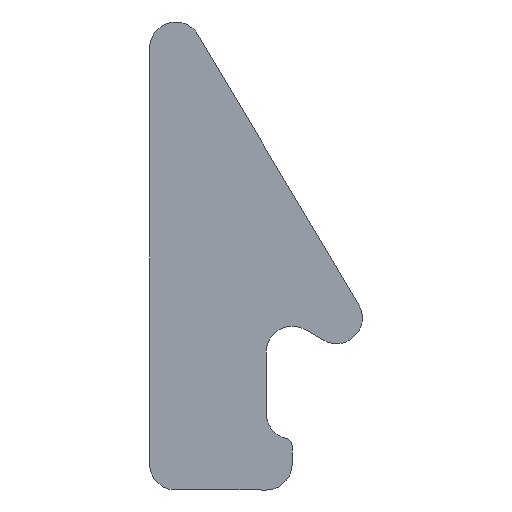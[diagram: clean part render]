
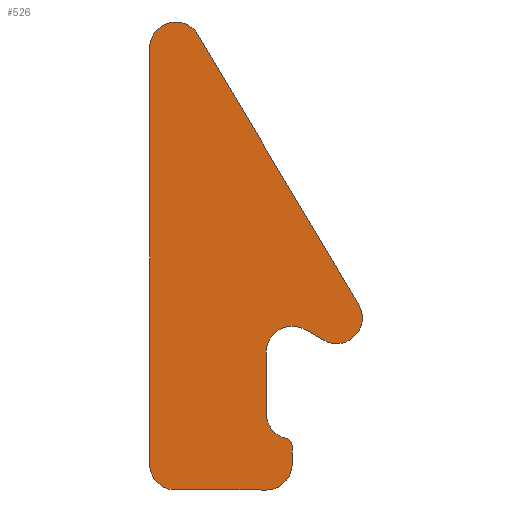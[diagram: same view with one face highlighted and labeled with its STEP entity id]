
A CAD part, front view. The second image highlights one B-rep face of the part: STEP entity #526.
In plain terms, the highlighted planar face has unit normal (0, -1, 0).
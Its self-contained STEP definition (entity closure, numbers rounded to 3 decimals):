
#73=CARTESIAN_POINT('',(-4.033,-50.,10.089));
#74=VERTEX_POINT('',#73);
#75=CARTESIAN_POINT('',(2.181,-50.,-0.33));
#76=VERTEX_POINT('',#75);
#77=CARTESIAN_POINT('',(-4.033,-50.,10.089));
#78=DIRECTION('',(0.512,0.0,-0.859));
#79=VECTOR('',#78,12.131);
#80=LINE('',#77,#79);
#81=EDGE_CURVE('',#74,#76,#80,.T.);
#113=CARTESIAN_POINT('',(0.822,-50.,-1.709));
#114=VERTEX_POINT('',#113);
#115=CARTESIAN_POINT('',(1.322,-50.,-0.843));
#116=DIRECTION('',(0.0,1.0,0.0));
#117=DIRECTION('',(-0.5,0.0,-0.866));
#118=AXIS2_PLACEMENT_3D('',#115,#116,#117);
#119=CIRCLE('',#118,1.0);
#120=EDGE_CURVE('',#76,#114,#119,.T.);
#146=CARTESIAN_POINT('',(0.108,-50.,-1.296));
#147=VERTEX_POINT('',#146);
#148=CARTESIAN_POINT('',(0.822,-50.,-1.709));
#149=DIRECTION('',(-0.866,0.0,0.5));
#150=VECTOR('',#149,0.824);
#151=LINE('',#148,#150);
#152=EDGE_CURVE('',#114,#147,#151,.T.);
#177=CARTESIAN_POINT('',(-1.392,-50.,-2.162));
#178=VERTEX_POINT('',#177);
#179=CARTESIAN_POINT('',(-0.392,-50.,-2.162));
#180=DIRECTION('',(0.0,-1.0,0.0));
#181=DIRECTION('',(-0.5,0.0,-0.866));
#182=AXIS2_PLACEMENT_3D('',#179,#180,#181);
#183=CIRCLE('',#182,1.);
#184=EDGE_CURVE('',#147,#178,#183,.T.);
#210=CARTESIAN_POINT('',(-1.392,-50.,-4.525));
#211=VERTEX_POINT('',#210);
#212=CARTESIAN_POINT('',(-1.392,-50.,-2.162));
#213=DIRECTION('',(0.0,0.0,-1.0));
#214=VECTOR('',#213,2.362);
#215=LINE('',#212,#214);
#216=EDGE_CURVE('',#178,#211,#215,.T.);
#241=CARTESIAN_POINT('',(-0.623,-50.,-5.498));
#242=VERTEX_POINT('',#241);
#243=CARTESIAN_POINT('',(-0.392,-50.,-4.525));
#244=DIRECTION('',(0.0,-1.0,0.0));
#245=DIRECTION('',(1.0,0.0,0.0));
#246=AXIS2_PLACEMENT_3D('',#243,#244,#245);
#247=CIRCLE('',#246,1.);
#248=EDGE_CURVE('',#211,#242,#247,.T.);
#274=CARTESIAN_POINT('',(-0.392,-50.,-5.79));
#275=VERTEX_POINT('',#274);
#276=CARTESIAN_POINT('',(-0.692,-50.,-5.79));
#277=DIRECTION('',(0.0,1.0,0.0));
#278=DIRECTION('',(1.0,0.0,0.));
#279=AXIS2_PLACEMENT_3D('',#276,#277,#278);
#280=CIRCLE('',#279,0.3);
#281=EDGE_CURVE('',#242,#275,#280,.T.);
#307=CARTESIAN_POINT('',(-0.392,-50.,-6.49));
#308=VERTEX_POINT('',#307);
#309=CARTESIAN_POINT('',(-0.392,-50.,-5.79));
#310=DIRECTION('',(0.0,0.0,-1.0));
#311=VECTOR('',#310,0.7);
#312=LINE('',#309,#311);
#313=EDGE_CURVE('',#275,#308,#312,.T.);
#338=CARTESIAN_POINT('',(-1.392,-50.,-7.49));
#339=VERTEX_POINT('',#338);
#340=CARTESIAN_POINT('',(-1.392,-50.,-6.49));
#341=DIRECTION('',(0.0,1.0,0.0));
#342=DIRECTION('',(0.0,0.0,-1.0));
#343=AXIS2_PLACEMENT_3D('',#340,#341,#342);
#344=CIRCLE('',#343,1.);
#345=EDGE_CURVE('',#308,#339,#344,.T.);
#371=CARTESIAN_POINT('',(-4.892,-50.,-7.49));
#372=VERTEX_POINT('',#371);
#373=CARTESIAN_POINT('',(-1.392,-50.,-7.49));
#374=DIRECTION('',(-1.0,0.0,0.0));
#375=VECTOR('',#374,3.5);
#376=LINE('',#373,#375);
#377=EDGE_CURVE('',#339,#372,#376,.T.);
#402=CARTESIAN_POINT('',(-5.892,-50.,-6.49));
#403=VERTEX_POINT('',#402);
#404=CARTESIAN_POINT('',(-4.892,-50.,-6.49));
#405=DIRECTION('',(0.0,1.0,0.0));
#406=DIRECTION('',(-1.0,0.0,0.0));
#407=AXIS2_PLACEMENT_3D('',#404,#405,#406);
#408=CIRCLE('',#407,1.);
#409=EDGE_CURVE('',#372,#403,#408,.T.);
#435=CARTESIAN_POINT('',(-5.892,-50.,9.576));
#436=VERTEX_POINT('',#435);
#437=CARTESIAN_POINT('',(-5.892,-50.,-6.49));
#438=DIRECTION('',(0.0,0.0,1.0));
#439=VECTOR('',#438,16.066);
#440=LINE('',#437,#439);
#441=EDGE_CURVE('',#403,#436,#440,.T.);
#466=CARTESIAN_POINT('',(-4.892,-50.,9.576));
#467=DIRECTION('',(0.0,1.0,0.0));
#468=DIRECTION('',(0.859,0.0,0.512));
#469=AXIS2_PLACEMENT_3D('',#466,#467,#468);
#470=CIRCLE('',#469,1.);
#471=EDGE_CURVE('',#436,#74,#470,.T.);
#506=CARTESIAN_POINT('',(-2.965,-50.0,0.691));
#507=DIRECTION('',(0.0,1.0,0.0));
#508=DIRECTION('',(0.0,0.0,1.0));
#509=AXIS2_PLACEMENT_3D('',#506,#507,#508);
#510=PLANE('',#509);
#511=ORIENTED_EDGE('',*,*,#81,.F.);
#512=ORIENTED_EDGE('',*,*,#471,.F.);
#513=ORIENTED_EDGE('',*,*,#441,.F.);
#514=ORIENTED_EDGE('',*,*,#409,.F.);
#515=ORIENTED_EDGE('',*,*,#377,.F.);
#516=ORIENTED_EDGE('',*,*,#345,.F.);
#517=ORIENTED_EDGE('',*,*,#313,.F.);
#518=ORIENTED_EDGE('',*,*,#281,.F.);
#519=ORIENTED_EDGE('',*,*,#248,.F.);
#520=ORIENTED_EDGE('',*,*,#216,.F.);
#521=ORIENTED_EDGE('',*,*,#184,.F.);
#522=ORIENTED_EDGE('',*,*,#152,.F.);
#523=ORIENTED_EDGE('',*,*,#120,.F.);
#524=EDGE_LOOP('',(#511,#512,#513,#514,#515,#516,#517,#518,#519,#520,#521,#522,#523));
#525=FACE_OUTER_BOUND('',#524,.T.);
#526=ADVANCED_FACE('',(#525),#510,.F.);
